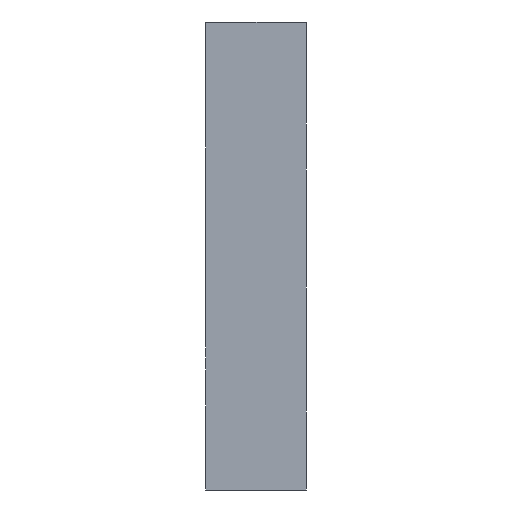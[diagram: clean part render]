
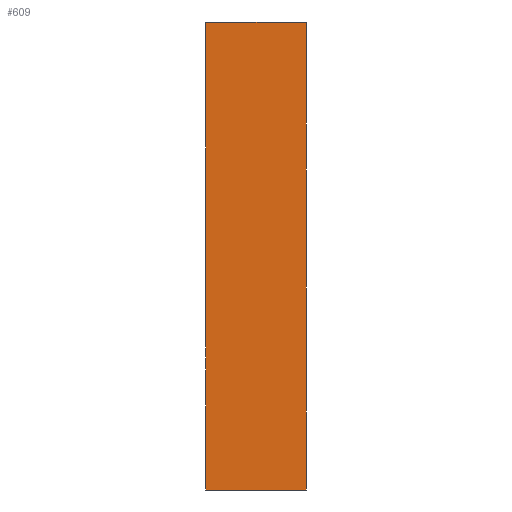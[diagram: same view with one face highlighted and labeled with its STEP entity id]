
A CAD part, left-side view. The second image highlights one B-rep face of the part: STEP entity #609.
In plain terms, the highlighted planar face has unit normal (-1, 0, 0).
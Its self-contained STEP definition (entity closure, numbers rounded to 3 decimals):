
#57=FACE_OUTER_BOUND('',#89,.T.);
#89=EDGE_LOOP('',(#509,#510,#511,#512));
#118=LINE('',#927,#180);
#146=LINE('',#1034,#208);
#149=LINE('',#1039,#211);
#150=LINE('',#1041,#212);
#180=VECTOR('',#746,10.);
#208=VECTOR('',#824,10.);
#211=VECTOR('',#829,10.);
#212=VECTOR('',#832,10.);
#265=VERTEX_POINT('',#924);
#266=VERTEX_POINT('',#926);
#294=VERTEX_POINT('',#1033);
#295=VERTEX_POINT('',#1037);
#331=EDGE_CURVE('',#266,#265,#118,.T.);
#374=EDGE_CURVE('',#294,#266,#146,.T.);
#377=EDGE_CURVE('',#265,#295,#149,.T.);
#378=EDGE_CURVE('',#295,#294,#150,.T.);
#509=ORIENTED_EDGE('',*,*,#331,.T.);
#510=ORIENTED_EDGE('',*,*,#377,.T.);
#511=ORIENTED_EDGE('',*,*,#378,.T.);
#512=ORIENTED_EDGE('',*,*,#374,.T.);
#577=PLANE('',#675);
#609=ADVANCED_FACE('',(#57),#577,.T.);
#675=AXIS2_PLACEMENT_3D('',#1040,#830,#831);
#746=DIRECTION('',(0.,0.,1.));
#824=DIRECTION('',(0.,-1.,0.));
#829=DIRECTION('',(0.,1.,0.));
#830=DIRECTION('center_axis',(-1.,0.,0.));
#831=DIRECTION('ref_axis',(0.,0.,1.));
#832=DIRECTION('',(0.,0.,-1.));
#924=CARTESIAN_POINT('',(-40.,0.,10.975));
#926=CARTESIAN_POINT('',(-40.,0.,-5.025));
#927=CARTESIAN_POINT('',(-40.,0.,0.));
#1033=CARTESIAN_POINT('',(-40.,3.45,-5.025));
#1034=CARTESIAN_POINT('',(-40.,3.45,-5.025));
#1037=CARTESIAN_POINT('',(-40.,3.45,10.975));
#1039=CARTESIAN_POINT('',(-40.,0.,10.975));
#1040=CARTESIAN_POINT('Origin',(-40.,1.725,2.975));
#1041=CARTESIAN_POINT('',(-40.,3.45,10.975));
